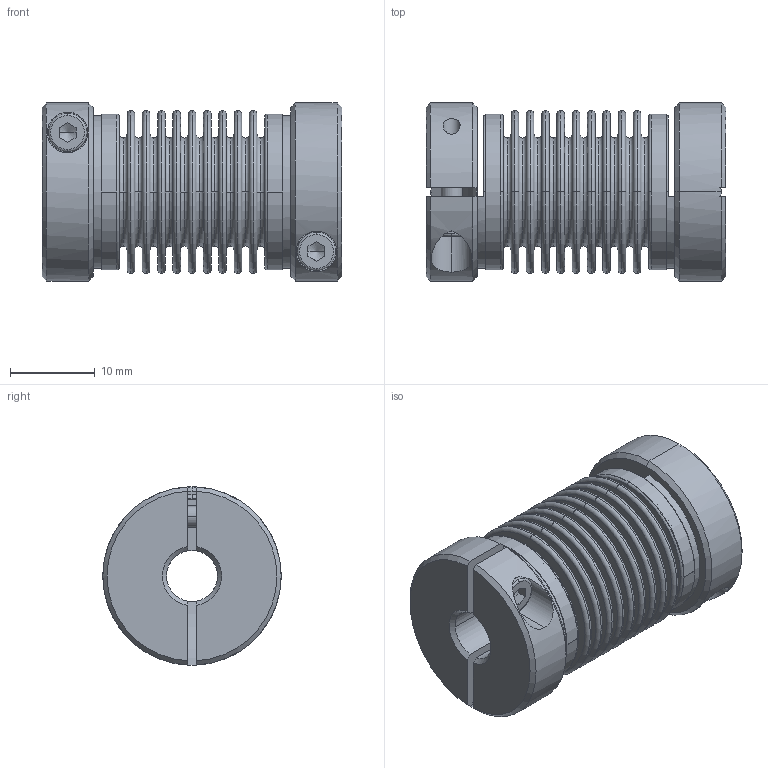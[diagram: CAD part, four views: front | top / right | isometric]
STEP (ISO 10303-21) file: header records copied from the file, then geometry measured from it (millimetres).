
FILE_DESCRIPTION(('STEP AP214'),'1');
FILE_NAME('bkxk21350606.stp','2017-10-10T10:33:19',('TraceParts'),('TraceParts S.A.'),'Spatial InterOp 3D',' ',' ');
FILE_SCHEMA(('automotive_design'));
Length unit declared in the file: millimetre
Products named in the file (1): bkxk21350606
Bounding box: 35.3 x 21 x 21 mm (x, y, z)
Volume: 6083.7 mm3; surface area: 8267.9 mm2
Topology: 1 solids, 1 shells, 226 faces, 560 edges, 366 vertices
Faces by surface type: torus 88, plane 64, cylinder 46, cone 28
Entity records: 7267 total; most frequent: CARTESIAN_POINT 1569, DIRECTION 1358, ORIENTED_EDGE 1112, AXIS2_PLACEMENT_3D 611, EDGE_CURVE 556, CIRCLE 384, VERTEX_POINT 366, EDGE_LOOP 266
